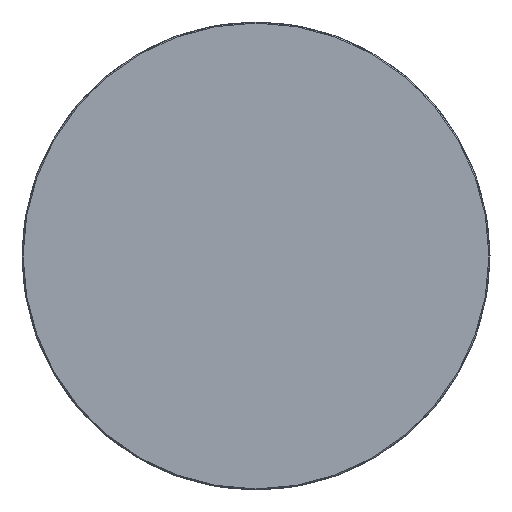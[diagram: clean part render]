
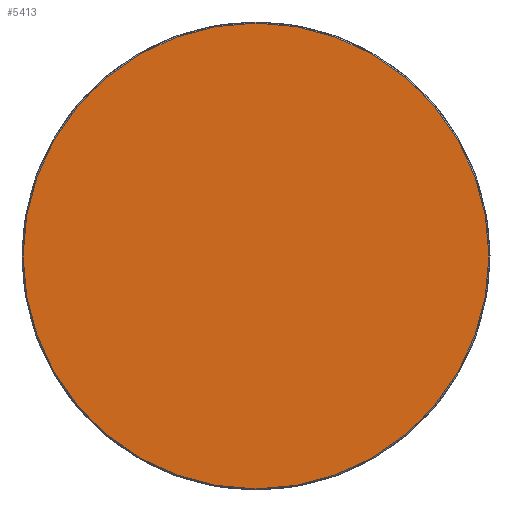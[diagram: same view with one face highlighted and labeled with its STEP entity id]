
A CAD part, left-side view. The second image highlights one B-rep face of the part: STEP entity #5413.
In plain terms, the highlighted planar face has unit normal (-1, 0, 0).
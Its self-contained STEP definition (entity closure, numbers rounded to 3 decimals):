
#113 = CIRCLE ( 'NONE', #2362, 105.5 ) ;
#131 = VERTEX_POINT ( 'NONE', #415 ) ;
#201 = DIRECTION ( 'NONE',  ( 0., 1., 0. ) ) ;
#270 = PLANE ( 'NONE',  #4218 ) ;
#415 = CARTESIAN_POINT ( 'NONE',  ( -188.9, -105.5, 0. ) ) ;
#640 = AXIS2_PLACEMENT_3D ( 'NONE', #4603, #4157, #201 ) ;
#878 = ORIENTED_EDGE ( 'NONE', *, *, #3107, .F. ) ;
#1183 = DIRECTION ( 'NONE',  ( 1., 0., 0. ) ) ;
#1568 = EDGE_CURVE ( 'NONE', #2073, #131, #3749, .T. ) ;
#1989 = CARTESIAN_POINT ( 'NONE',  ( -188.9, 105.5, 0. ) ) ;
#2073 = VERTEX_POINT ( 'NONE', #1989 ) ;
#2252 = CARTESIAN_POINT ( 'NONE',  ( -188.9, 0., 0. ) ) ;
#2362 = AXIS2_PLACEMENT_3D ( 'NONE', #2252, #2635, #3509 ) ;
#2635 = DIRECTION ( 'NONE',  ( 1., 0., 0. ) ) ;
#3107 = EDGE_CURVE ( 'NONE', #131, #2073, #113, .T. ) ;
#3371 = DIRECTION ( 'NONE',  ( 0., 0., -1. ) ) ;
#3509 = DIRECTION ( 'NONE',  ( 0., 1., 0. ) ) ;
#3749 = CIRCLE ( 'NONE', #640, 105.5 ) ;
#4157 = DIRECTION ( 'NONE',  ( 1., 0., 0. ) ) ;
#4218 = AXIS2_PLACEMENT_3D ( 'NONE', #4620, #1183, #3371 ) ;
#4553 = EDGE_LOOP ( 'NONE', ( #5566, #878 ) ) ;
#4565 = FACE_OUTER_BOUND ( 'NONE', #4553, .T. ) ;
#4603 = CARTESIAN_POINT ( 'NONE',  ( -188.9, 0., 0. ) ) ;
#4620 = CARTESIAN_POINT ( 'NONE',  ( -188.9, -106.766, 106.766 ) ) ;
#5413 = ADVANCED_FACE ( 'NONE', ( #4565 ), #270, .F. ) ;
#5566 = ORIENTED_EDGE ( 'NONE', *, *, #1568, .F. ) ;
